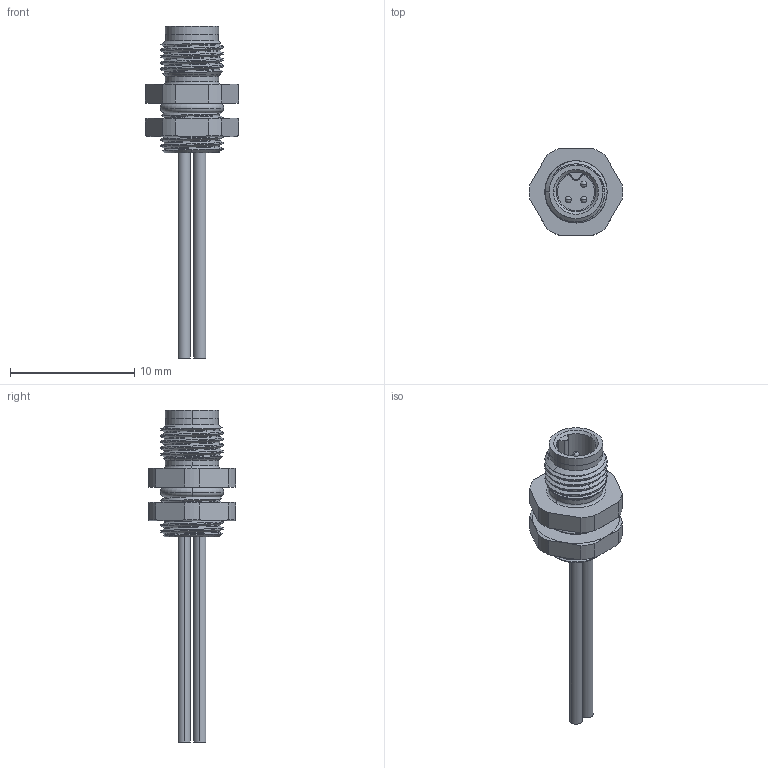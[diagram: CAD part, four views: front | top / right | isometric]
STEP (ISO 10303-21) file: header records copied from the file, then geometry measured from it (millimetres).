
FILE_DESCRIPTION((''),'2;1');
FILE_NAME('HOUSING-MALE-4P-000323_3','2025-08-24T',('gongcheng16'),(''),'PRO/ENGINEER BY PARAMETRIC TECHNOLOGY CORPORATION, 2010280','PRO/ENGINEER BY PARAMETRIC TECHNOLOGY CORPORATION, 2010280','');
FILE_SCHEMA(('CONFIG_CONTROL_DESIGN'));
Products named in the file (1): HOUSING-MALE-4P-000323_3
Bounding box: 7.49 x 7 x 26.7 mm (x, y, z)
Volume: 49.2 mm3; surface area: 4434 mm2
Topology: 1 solids, 83 shells, 918 faces, 2488 edges, 1669 vertices
Faces by surface type: cylinder 406, plane 269, cone 144, bspline 77, torus 14, sphere 8
Entity records: 51673 total; most frequent: CARTESIAN_POINT 29779, DIRECTION 4370, ORIENTED_EDGE 4367, EDGE_CURVE 2476, AXIS2_PLACEMENT_3D 1763, VERTEX_POINT 1669, EDGE_LOOP 989, CIRCLE 921
